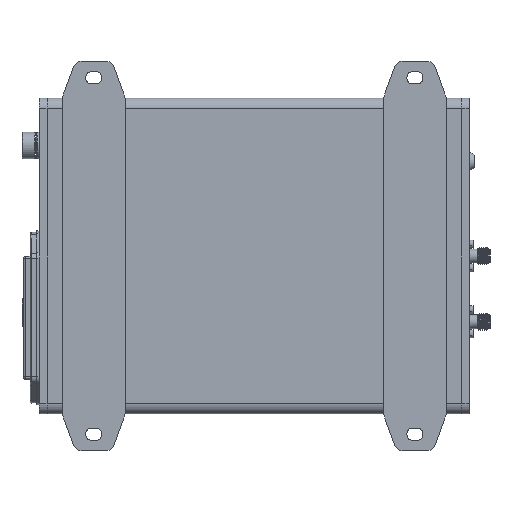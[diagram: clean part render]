
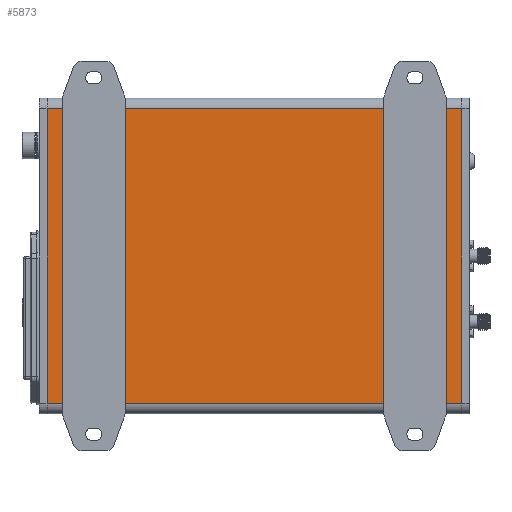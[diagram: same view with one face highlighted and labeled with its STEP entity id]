
A CAD part, front view. The second image highlights one B-rep face of the part: STEP entity #5873.
In plain terms, the highlighted planar face has unit normal (0, -1, 0).
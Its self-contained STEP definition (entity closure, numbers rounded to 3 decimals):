
#2439 = ORIENTED_EDGE ( 'NONE', *, *, #4719, .T. ) ;
#2730 = CARTESIAN_POINT ( 'NONE',  ( -78.75, 0., -56. ) ) ;
#4719 = EDGE_CURVE ( 'NONE', #14320, #37828, #56632, .T. ) ;
#5873 = ADVANCED_FACE ( 'NONE', ( #101906 ), #28621, .F. ) ;
#8242 = EDGE_CURVE ( 'NONE', #24031, #37828, #13464, .T. ) ;
#8859 = DIRECTION ( 'NONE',  ( 0., 0., -1. ) ) ;
#10415 = LINE ( 'NONE', #17404, #78693 ) ;
#11444 = DIRECTION ( 'NONE',  ( 0., 1., 0. ) ) ;
#13464 = LINE ( 'NONE', #39778, #27760 ) ;
#14320 = VERTEX_POINT ( 'NONE', #2730 ) ;
#14525 = DIRECTION ( 'NONE',  ( 0., 0., -1. ) ) ;
#16819 = VECTOR ( 'NONE', #8859, 1000. ) ;
#16962 = AXIS2_PLACEMENT_3D ( 'NONE', #27554, #11444, #20030 ) ;
#17404 = CARTESIAN_POINT ( 'NONE',  ( 78.75, 0., 56. ) ) ;
#18023 = DIRECTION ( 'NONE',  ( 1., 0., 0. ) ) ;
#20030 = DIRECTION ( 'NONE',  ( 0., 0., 1. ) ) ;
#21350 = EDGE_LOOP ( 'NONE', ( #103969, #69908, #98636, #2439 ) ) ;
#23894 = CARTESIAN_POINT ( 'NONE',  ( -78.75, 0., 60. ) ) ;
#24031 = VERTEX_POINT ( 'NONE', #82574 ) ;
#25016 = CARTESIAN_POINT ( 'NONE',  ( 78.75, 0., -56. ) ) ;
#27554 = CARTESIAN_POINT ( 'NONE',  ( 78.75, 0., 60. ) ) ;
#27760 = VECTOR ( 'NONE', #14525, 1000. ) ;
#28621 = PLANE ( 'NONE',  #16962 ) ;
#34079 = LINE ( 'NONE', #23894, #16819 ) ;
#34816 = EDGE_CURVE ( 'NONE', #51963, #14320, #34079, .T. ) ;
#35859 = VECTOR ( 'NONE', #18023, 1000. ) ;
#37828 = VERTEX_POINT ( 'NONE', #103961 ) ;
#39778 = CARTESIAN_POINT ( 'NONE',  ( 78.75, 0., 60. ) ) ;
#48642 = CARTESIAN_POINT ( 'NONE',  ( -78.75, 0., 56. ) ) ;
#51963 = VERTEX_POINT ( 'NONE', #48642 ) ;
#56632 = LINE ( 'NONE', #25016, #35859 ) ;
#64371 = EDGE_CURVE ( 'NONE', #24031, #51963, #10415, .T. ) ;
#69908 = ORIENTED_EDGE ( 'NONE', *, *, #64371, .T. ) ;
#78693 = VECTOR ( 'NONE', #82667, 1000. ) ;
#82574 = CARTESIAN_POINT ( 'NONE',  ( 78.75, 0., 56. ) ) ;
#82667 = DIRECTION ( 'NONE',  ( -1., 0., 0. ) ) ;
#98636 = ORIENTED_EDGE ( 'NONE', *, *, #34816, .T. ) ;
#101906 = FACE_OUTER_BOUND ( 'NONE', #21350, .T. ) ;
#103961 = CARTESIAN_POINT ( 'NONE',  ( 78.75, 0., -56. ) ) ;
#103969 = ORIENTED_EDGE ( 'NONE', *, *, #8242, .F. ) ;
